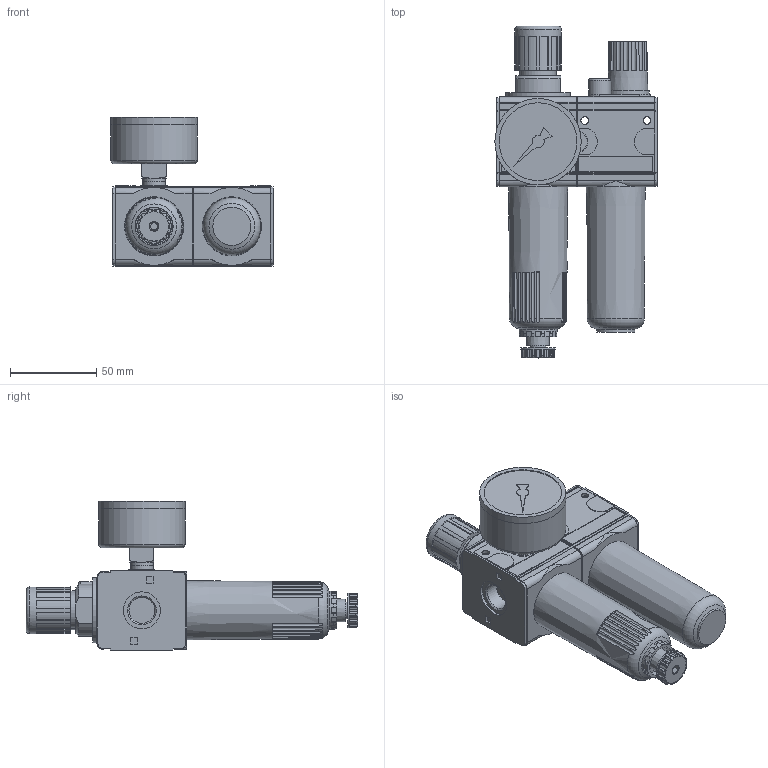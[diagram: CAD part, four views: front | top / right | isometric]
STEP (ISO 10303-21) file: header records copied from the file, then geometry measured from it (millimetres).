
FILE_DESCRIPTION( ( 'STEP AP203' ), '1' );
FILE_NAME( '9.2812.042.stp', '2018-12-11T15:35:42', ( '' ), ( '' ), ' ', 'PARTsolutions', ' ' );
FILE_SCHEMA( ( 'CONFIG_CONTROL_DESIGN' ) );
Length unit declared in the file: millimetre
Products named in the file (7): 9.2812.042; _CL 12 K-HAC01020-G; _CL 12 K-HA-2; _CL 12 K-HAC-P1; _CL 12 K-HAL00000-G; _CL 12 K-HAL-P1; _CL 12 K-HA-V
Assembly tree (6 placements, depth 2):
  9.2812.042
    _CL 12 K-HAC01020-G
    _CL 12 K-HA-2
    _CL 12 K-HAC-P1
    _CL 12 K-HAL00000-G
    _CL 12 K-HAL-P1
    _CL 12 K-HA-V
Bounding box: 93.9 x 192 x 86.7 mm (x, y, z)
Volume: 452078.3 mm3; surface area: 78949.5 mm2
Topology: 6 solids, 6 shells, 638 faces, 1669 edges, 1107 vertices
Faces by surface type: plane 399, cylinder 189, cone 41, torus 8, sphere 1
Full cylindrical faces by diameter (mm): 4 x1, 4.4 x8, 6.3 x1, 9.728 x1, 11.445 x1, 12 x2, 12.4 x2, 12.8 x1, 13 x1, 13.157 x1, 14.95 x2, 15.1 x2, 19.5 x1, 20 x1, 21 x1, 21.4 x1, 22 x2, 23.2 x1, 24.5 x1, 27 x1, 37.5 x1, 45 x1, 49.96 x1, 50 x2
Entity records: 20943 total; most frequent: CARTESIAN_POINT 5199, DIRECTION 3189, ORIENTED_EDGE 3182, EDGE_CURVE 1591, AXIS2_PLACEMENT_3D 1142, VERTEX_POINT 1094, LINE 905, VECTOR 905
